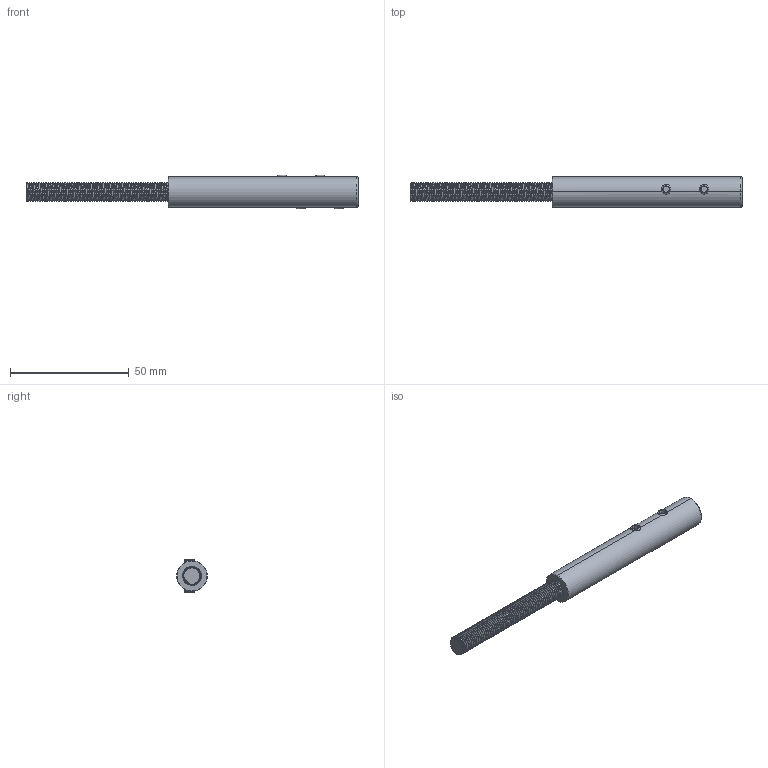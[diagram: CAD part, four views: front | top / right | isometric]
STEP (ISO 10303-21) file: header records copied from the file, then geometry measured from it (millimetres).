
FILE_DESCRIPTION (( 'STEP AP203' ), '1' );
FILE_NAME ('3D_GS5564-L M8_188500587.STEP', '2024-09-24T07:30:56', ( '' ), ( '' ), 'SwSTEP 2.0', 'SolidWorks 2024', '' );
FILE_SCHEMA (( 'CONFIG_CONTROL_DESIGN' ));
Length unit declared in the file: millimetre
Products named in the file (1): 3D_GS5564-L M8_188500587
Bounding box: 140 x 13 x 14 mm (x, y, z)
Volume: 12096.8 mm3; surface area: 7213.1 mm2
Topology: 3 solids, 3 shells, 244 faces, 641 edges, 401 vertices
Faces by surface type: cylinder 146, plane 68, torus 12, bspline 10, cone 8
Entity records: 19297 total; most frequent: CARTESIAN_POINT 14105, ORIENTED_EDGE 1282, DIRECTION 865, EDGE_CURVE 641, VERTEX_POINT 401, AXIS2_PLACEMENT_3D 313, EDGE_LOOP 246, ADVANCED_FACE 244
